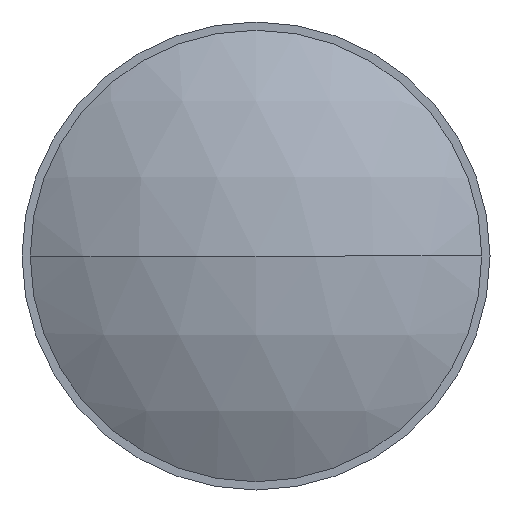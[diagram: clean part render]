
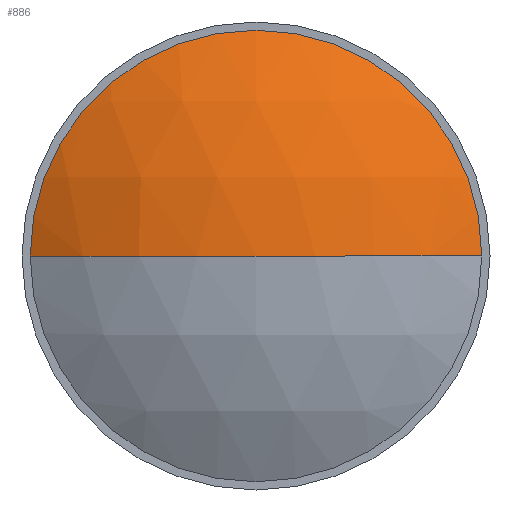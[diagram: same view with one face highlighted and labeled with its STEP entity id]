
A CAD part, front view. The second image highlights one B-rep face of the part: STEP entity #886.
In plain terms, the highlighted spherical face has radius 1.06 mm.
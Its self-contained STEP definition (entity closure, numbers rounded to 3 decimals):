
#5 = DIRECTION ( 'NONE',  ( 0., 0., -1. ) ) ;
#11 = EDGE_LOOP ( 'NONE', ( #335, #337, #50 ) ) ;
#48 = CIRCLE ( 'NONE', #678, 1.06 ) ;
#50 = ORIENTED_EDGE ( 'NONE', *, *, #861, .F. ) ;
#140 = CARTESIAN_POINT ( 'NONE',  ( 0., -1.25, 0. ) ) ;
#182 = AXIS2_PLACEMENT_3D ( 'NONE', #688, #762, #702 ) ;
#193 = DIRECTION ( 'NONE',  ( 0., 0., 1. ) ) ;
#250 = SPHERICAL_SURFACE ( 'NONE', #653, 1.06 ) ;
#300 = DIRECTION ( 'NONE',  ( -1., 0., 0. ) ) ;
#311 = AXIS2_PLACEMENT_3D ( 'NONE', #682, #377, #300 ) ;
#335 = ORIENTED_EDGE ( 'NONE', *, *, #480, .F. ) ;
#337 = ORIENTED_EDGE ( 'NONE', *, *, #690, .T. ) ;
#377 = DIRECTION ( 'NONE',  ( 0., 1., 0. ) ) ;
#393 = CIRCLE ( 'NONE', #182, 1.06 ) ;
#471 = FACE_OUTER_BOUND ( 'NONE', #11, .T. ) ;
#480 = EDGE_CURVE ( 'NONE', #513, #883, #48, .T. ) ;
#513 = VERTEX_POINT ( 'NONE', #140 ) ;
#532 = CARTESIAN_POINT ( 'NONE',  ( 0., -0.19, 0. ) ) ;
#568 = CIRCLE ( 'NONE', #311, 0.55 ) ;
#653 = AXIS2_PLACEMENT_3D ( 'NONE', #835, #193, #698 ) ;
#670 = CARTESIAN_POINT ( 'NONE',  ( -0.55, -1.096, 0. ) ) ;
#678 = AXIS2_PLACEMENT_3D ( 'NONE', #532, #5, #686 ) ;
#682 = CARTESIAN_POINT ( 'NONE',  ( 0., -1.096, 0. ) ) ;
#686 = DIRECTION ( 'NONE',  ( -1., 0., 0. ) ) ;
#688 = CARTESIAN_POINT ( 'NONE',  ( 0., -0.19, 0. ) ) ;
#690 = EDGE_CURVE ( 'NONE', #513, #887, #393, .T. ) ;
#698 = DIRECTION ( 'NONE',  ( -1., 0., 0. ) ) ;
#702 = DIRECTION ( 'NONE',  ( 1., 0., 0. ) ) ;
#762 = DIRECTION ( 'NONE',  ( 0., 0., 1. ) ) ;
#835 = CARTESIAN_POINT ( 'NONE',  ( 0., -0.19, 0. ) ) ;
#843 = CARTESIAN_POINT ( 'NONE',  ( 0.55, -1.096, 0. ) ) ;
#861 = EDGE_CURVE ( 'NONE', #883, #887, #568, .T. ) ;
#883 = VERTEX_POINT ( 'NONE', #670 ) ;
#886 = ADVANCED_FACE ( 'NONE', ( #471 ), #250, .T. ) ;
#887 = VERTEX_POINT ( 'NONE', #843 ) ;
